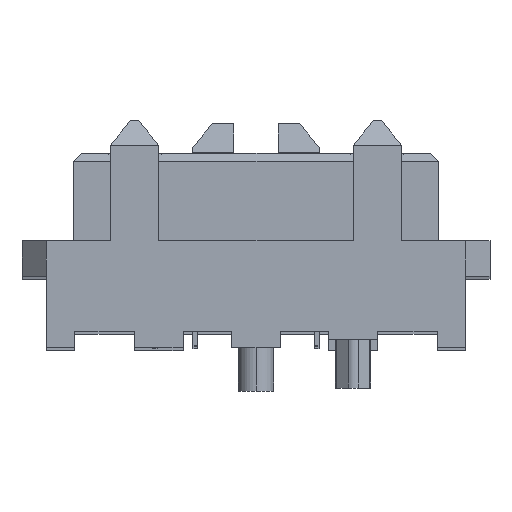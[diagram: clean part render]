
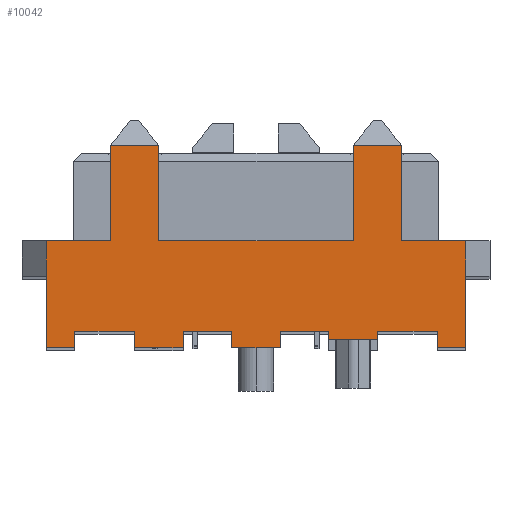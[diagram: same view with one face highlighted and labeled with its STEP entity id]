
A CAD part, top view. The second image highlights one B-rep face of the part: STEP entity #10042.
In plain terms, the highlighted planar face has unit normal (0, 0, 1).
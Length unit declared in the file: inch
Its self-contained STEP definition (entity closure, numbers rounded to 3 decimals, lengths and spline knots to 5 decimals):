
#194=DIRECTION('',(1.,0.,0.));
#195=VECTOR('',#194,0.079);
#196=CARTESIAN_POINT('',(0.13,0.044,-0.652));
#197=LINE('',#196,#195);
#218=DIRECTION('',(0.,-1.,0.));
#219=VECTOR('',#218,0.044);
#220=CARTESIAN_POINT('',(0.209,0.044,-0.652));
#221=LINE('',#220,#219);
#226=DIRECTION('',(0.,1.,0.));
#227=VECTOR('',#226,0.118);
#228=CARTESIAN_POINT('',(-0.17,0.044,-0.652));
#229=LINE('',#228,#227);
#230=DIRECTION('',(0.,1.,0.));
#231=VECTOR('',#230,0.118);
#232=CARTESIAN_POINT('',(0.13,0.044,-0.652));
#233=LINE('',#232,#231);
#234=DIRECTION('',(1.,0.,0.));
#235=VECTOR('',#234,0.035);
#236=CARTESIAN_POINT('',(0.174,-0.088,-0.652));
#237=LINE('',#236,#235);
#238=DIRECTION('',(0.,-1.,0.));
#239=VECTOR('',#238,0.02);
#240=CARTESIAN_POINT('',(0.174,-0.068,-0.652));
#241=LINE('',#240,#239);
#242=DIRECTION('',(1.,0.,0.));
#243=VECTOR('',#242,0.074);
#244=CARTESIAN_POINT('',(0.1,-0.068,-0.652));
#245=LINE('',#244,#243);
#246=DIRECTION('',(0.,1.,0.));
#247=VECTOR('',#246,0.01);
#248=CARTESIAN_POINT('',(0.1,-0.078,-0.652));
#249=LINE('',#248,#247);
#250=DIRECTION('',(0.,-1.,0.));
#251=VECTOR('',#250,0.01);
#252=CARTESIAN_POINT('',(0.04,-0.068,-0.652));
#253=LINE('',#252,#251);
#254=DIRECTION('',(1.,0.,0.));
#255=VECTOR('',#254,0.06);
#256=CARTESIAN_POINT('',(-0.02,-0.068,-0.652));
#257=LINE('',#256,#255);
#258=DIRECTION('',(0.,1.,0.));
#259=VECTOR('',#258,0.02);
#260=CARTESIAN_POINT('',(-0.02,-0.088,-0.652));
#261=LINE('',#260,#259);
#262=DIRECTION('',(1.,0.,0.));
#263=VECTOR('',#262,0.06);
#264=CARTESIAN_POINT('',(-0.08,-0.088,-0.652));
#265=LINE('',#264,#263);
#266=DIRECTION('',(0.,-1.,0.));
#267=VECTOR('',#266,0.02);
#268=CARTESIAN_POINT('',(-0.08,-0.068,-0.652));
#269=LINE('',#268,#267);
#270=DIRECTION('',(1.,0.,0.));
#271=VECTOR('',#270,0.06);
#272=CARTESIAN_POINT('',(-0.14,-0.068,-0.652));
#273=LINE('',#272,#271);
#274=DIRECTION('',(0.,1.,0.));
#275=VECTOR('',#274,0.02);
#276=CARTESIAN_POINT('',(-0.14,-0.088,-0.652));
#277=LINE('',#276,#275);
#278=DIRECTION('',(1.,0.,0.));
#279=VECTOR('',#278,0.06);
#280=CARTESIAN_POINT('',(-0.2,-0.088,-0.652));
#281=LINE('',#280,#279);
#282=DIRECTION('',(0.,-1.,0.));
#283=VECTOR('',#282,0.02);
#284=CARTESIAN_POINT('',(-0.2,-0.068,-0.652));
#285=LINE('',#284,#283);
#286=DIRECTION('',(1.,0.,0.));
#287=VECTOR('',#286,0.074);
#288=CARTESIAN_POINT('',(-0.274,-0.068,-0.652));
#289=LINE('',#288,#287);
#290=DIRECTION('',(0.,1.,0.));
#291=VECTOR('',#290,0.02);
#292=CARTESIAN_POINT('',(-0.274,-0.088,-0.652));
#293=LINE('',#292,#291);
#294=DIRECTION('',(1.,0.,0.));
#295=VECTOR('',#294,0.035);
#296=CARTESIAN_POINT('',(-0.309,-0.088,-0.652));
#297=LINE('',#296,#295);
#298=DIRECTION('',(0.,-1.,0.));
#299=VECTOR('',#298,0.088);
#300=CARTESIAN_POINT('',(-0.309,0.,-0.652));
#301=LINE('',#300,#299);
#306=DIRECTION('',(0.,1.,0.));
#307=VECTOR('',#306,0.044);
#308=CARTESIAN_POINT('',(-0.309,0.,-0.652));
#309=LINE('',#308,#307);
#322=DIRECTION('',(1.,0.,0.));
#323=VECTOR('',#322,0.079);
#324=CARTESIAN_POINT('',(-0.309,0.044,-0.652));
#325=LINE('',#324,#323);
#610=DIRECTION('',(0.,1.,0.));
#611=VECTOR('',#610,0.118);
#612=CARTESIAN_POINT('',(0.07,0.044,-0.652));
#613=LINE('',#612,#611);
#662=DIRECTION('',(1.,0.,0.));
#663=VECTOR('',#662,0.06);
#664=CARTESIAN_POINT('',(0.07,0.162,-0.652));
#665=LINE('',#664,#663);
#674=DIRECTION('',(1.,0.,0.));
#675=VECTOR('',#674,0.24);
#676=CARTESIAN_POINT('',(-0.17,0.044,-0.652));
#677=LINE('',#676,#675);
#714=DIRECTION('',(0.,1.,0.));
#715=VECTOR('',#714,0.118);
#716=CARTESIAN_POINT('',(-0.23,0.044,-0.652));
#717=LINE('',#716,#715);
#766=DIRECTION('',(1.,0.,0.));
#767=VECTOR('',#766,0.06);
#768=CARTESIAN_POINT('',(-0.23,0.162,-0.652));
#769=LINE('',#768,#767);
#1530=DIRECTION('',(0.,-1.,0.));
#1531=VECTOR('',#1530,0.088);
#1532=CARTESIAN_POINT('',(0.209,0.,-0.652));
#1533=LINE('',#1532,#1531);
#1702=DIRECTION('',(-1.,0.,0.));
#1703=VECTOR('',#1702,0.06);
#1704=CARTESIAN_POINT('',(0.1,-0.078,-0.652));
#1705=LINE('',#1704,#1703);
#7311=CARTESIAN_POINT('',(0.07,0.162,-0.652));
#7312=VERTEX_POINT('',#7311);
#7365=CARTESIAN_POINT('',(-0.14,-0.088,-0.652));
#7366=VERTEX_POINT('',#7365);
#7367=CARTESIAN_POINT('',(-0.14,-0.068,-0.652));
#7368=VERTEX_POINT('',#7367);
#7688=CARTESIAN_POINT('',(0.07,0.044,-0.652));
#7689=VERTEX_POINT('',#7688);
#7811=CARTESIAN_POINT('',(0.1,-0.078,-0.652));
#7812=CARTESIAN_POINT('',(0.04,-0.078,-0.652));
#7813=VERTEX_POINT('',#7811);
#7814=VERTEX_POINT('',#7812);
#7915=CARTESIAN_POINT('',(-0.309,0.,-0.652));
#7916=VERTEX_POINT('',#7915);
#7921=CARTESIAN_POINT('',(0.209,0.,-0.652));
#7922=VERTEX_POINT('',#7921);
#8324=CARTESIAN_POINT('',(-0.274,-0.088,-0.652));
#8325=VERTEX_POINT('',#8324);
#8326=CARTESIAN_POINT('',(-0.274,-0.068,-0.652));
#8327=VERTEX_POINT('',#8326);
#8328=CARTESIAN_POINT('',(0.1,-0.068,-0.652));
#8329=VERTEX_POINT('',#8328);
#8330=CARTESIAN_POINT('',(0.174,-0.068,-0.652));
#8331=VERTEX_POINT('',#8330);
#8348=CARTESIAN_POINT('',(-0.2,-0.088,-0.652));
#8349=VERTEX_POINT('',#8348);
#8350=CARTESIAN_POINT('',(0.174,-0.088,-0.652));
#8351=VERTEX_POINT('',#8350);
#8395=CARTESIAN_POINT('',(-0.309,0.044,-0.652));
#8396=CARTESIAN_POINT('',(-0.23,0.044,-0.652));
#8397=VERTEX_POINT('',#8395);
#8398=VERTEX_POINT('',#8396);
#8399=CARTESIAN_POINT('',(-0.23,0.162,-0.652));
#8400=VERTEX_POINT('',#8399);
#8401=CARTESIAN_POINT('',(-0.17,0.162,-0.652));
#8402=VERTEX_POINT('',#8401);
#8403=CARTESIAN_POINT('',(-0.17,0.044,-0.652));
#8404=VERTEX_POINT('',#8403);
#8405=CARTESIAN_POINT('',(0.13,0.162,-0.652));
#8406=VERTEX_POINT('',#8405);
#8407=CARTESIAN_POINT('',(0.13,0.044,-0.652));
#8408=VERTEX_POINT('',#8407);
#8409=CARTESIAN_POINT('',(0.209,0.044,-0.652));
#8410=VERTEX_POINT('',#8409);
#8411=CARTESIAN_POINT('',(0.209,-0.088,-0.652));
#8412=VERTEX_POINT('',#8411);
#8413=CARTESIAN_POINT('',(0.04,-0.068,-0.652));
#8414=VERTEX_POINT('',#8413);
#8415=CARTESIAN_POINT('',(-0.02,-0.068,-0.652));
#8416=VERTEX_POINT('',#8415);
#8417=CARTESIAN_POINT('',(-0.02,-0.088,-0.652));
#8418=VERTEX_POINT('',#8417);
#8419=CARTESIAN_POINT('',(-0.08,-0.088,-0.652));
#8420=VERTEX_POINT('',#8419);
#8421=CARTESIAN_POINT('',(-0.08,-0.068,-0.652));
#8422=VERTEX_POINT('',#8421);
#8423=CARTESIAN_POINT('',(-0.2,-0.068,-0.652));
#8424=VERTEX_POINT('',#8423);
#8425=CARTESIAN_POINT('',(-0.309,-0.088,-0.652));
#8426=VERTEX_POINT('',#8425);
#9977=CARTESIAN_POINT('',(0.239,1.89479,-0.652));
#9978=DIRECTION('',(0.,0.,1.));
#9979=DIRECTION('',(1.,0.,0.));
#9980=AXIS2_PLACEMENT_3D('',#9977,#9978,#9979);
#9981=PLANE('',#9980);
#9983=ORIENTED_EDGE('',*,*,#9982,.T.);
#9985=ORIENTED_EDGE('',*,*,#9984,.T.);
#9987=ORIENTED_EDGE('',*,*,#9986,.T.);
#9989=ORIENTED_EDGE('',*,*,#9988,.T.);
#9991=ORIENTED_EDGE('',*,*,#9990,.F.);
#9993=ORIENTED_EDGE('',*,*,#9992,.T.);
#9995=ORIENTED_EDGE('',*,*,#9994,.T.);
#9997=ORIENTED_EDGE('',*,*,#9996,.T.);
#9999=ORIENTED_EDGE('',*,*,#9998,.F.);
#10000=ORIENTED_EDGE('',*,*,#9945,.T.);
#10001=ORIENTED_EDGE('',*,*,#9969,.T.);
#10003=ORIENTED_EDGE('',*,*,#10002,.T.);
#10005=ORIENTED_EDGE('',*,*,#10004,.F.);
#10007=ORIENTED_EDGE('',*,*,#10006,.F.);
#10009=ORIENTED_EDGE('',*,*,#10008,.F.);
#10011=ORIENTED_EDGE('',*,*,#10010,.F.);
#10013=ORIENTED_EDGE('',*,*,#10012,.T.);
#10015=ORIENTED_EDGE('',*,*,#10014,.F.);
#10017=ORIENTED_EDGE('',*,*,#10016,.F.);
#10019=ORIENTED_EDGE('',*,*,#10018,.F.);
#10021=ORIENTED_EDGE('',*,*,#10020,.F.);
#10023=ORIENTED_EDGE('',*,*,#10022,.F.);
#10025=ORIENTED_EDGE('',*,*,#10024,.F.);
#10027=ORIENTED_EDGE('',*,*,#10026,.F.);
#10029=ORIENTED_EDGE('',*,*,#10028,.F.);
#10031=ORIENTED_EDGE('',*,*,#10030,.F.);
#10033=ORIENTED_EDGE('',*,*,#10032,.F.);
#10035=ORIENTED_EDGE('',*,*,#10034,.F.);
#10037=ORIENTED_EDGE('',*,*,#10036,.F.);
#10039=ORIENTED_EDGE('',*,*,#10038,.F.);
#10040=EDGE_LOOP('',(#9983,#9985,#9987,#9989,#9991,#9993,#9995,#9997,#9999,
#10000,#10001,#10003,#10005,#10007,#10009,#10011,#10013,#10015,#10017,#10019,
#10021,#10023,#10025,#10027,#10029,#10031,#10033,#10035,#10037,#10039));
#10041=FACE_OUTER_BOUND('',#10040,.F.);
#10042=ADVANCED_FACE('',(#10041),#9981,.T.);
#9945=EDGE_CURVE('',#8408,#8410,#197,.T.);
#9969=EDGE_CURVE('',#8410,#7922,#221,.T.);
#9982=EDGE_CURVE('',#7916,#8397,#309,.T.);
#9984=EDGE_CURVE('',#8397,#8398,#325,.T.);
#9986=EDGE_CURVE('',#8398,#8400,#717,.T.);
#9988=EDGE_CURVE('',#8400,#8402,#769,.T.);
#9990=EDGE_CURVE('',#8404,#8402,#229,.T.);
#9992=EDGE_CURVE('',#8404,#7689,#677,.T.);
#9994=EDGE_CURVE('',#7689,#7312,#613,.T.);
#9996=EDGE_CURVE('',#7312,#8406,#665,.T.);
#9998=EDGE_CURVE('',#8408,#8406,#233,.T.);
#10002=EDGE_CURVE('',#7922,#8412,#1533,.T.);
#10004=EDGE_CURVE('',#8351,#8412,#237,.T.);
#10006=EDGE_CURVE('',#8331,#8351,#241,.T.);
#10008=EDGE_CURVE('',#8329,#8331,#245,.T.);
#10010=EDGE_CURVE('',#7813,#8329,#249,.T.);
#10012=EDGE_CURVE('',#7813,#7814,#1705,.T.);
#10014=EDGE_CURVE('',#8414,#7814,#253,.T.);
#10016=EDGE_CURVE('',#8416,#8414,#257,.T.);
#10018=EDGE_CURVE('',#8418,#8416,#261,.T.);
#10020=EDGE_CURVE('',#8420,#8418,#265,.T.);
#10022=EDGE_CURVE('',#8422,#8420,#269,.T.);
#10024=EDGE_CURVE('',#7368,#8422,#273,.T.);
#10026=EDGE_CURVE('',#7366,#7368,#277,.T.);
#10028=EDGE_CURVE('',#8349,#7366,#281,.T.);
#10030=EDGE_CURVE('',#8424,#8349,#285,.T.);
#10032=EDGE_CURVE('',#8327,#8424,#289,.T.);
#10034=EDGE_CURVE('',#8325,#8327,#293,.T.);
#10036=EDGE_CURVE('',#8426,#8325,#297,.T.);
#10038=EDGE_CURVE('',#7916,#8426,#301,.T.);
